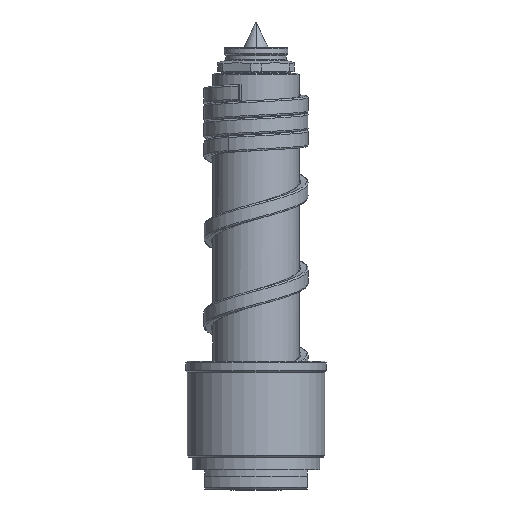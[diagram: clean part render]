
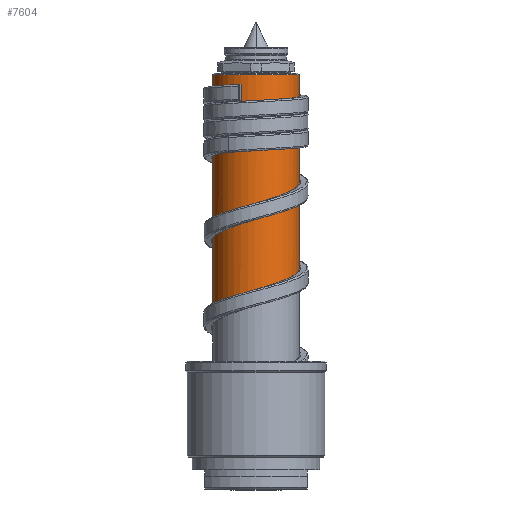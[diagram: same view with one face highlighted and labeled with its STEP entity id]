
A CAD part, front view. The second image highlights one B-rep face of the part: STEP entity #7604.
In plain terms, the highlighted cylindrical face has radius 13.5 mm (diameter 27 mm), a partial arc.
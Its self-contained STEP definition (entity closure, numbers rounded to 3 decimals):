
#404=CARTESIAN_POINT('',(-13.5,0.,55.139));
#405=CARTESIAN_POINT('',(-13.5,-0.884,
55.421));
#406=CARTESIAN_POINT('',(-13.326,-2.651,55.983));
#407=CARTESIAN_POINT('',(-12.553,-5.2,56.827));
#408=CARTESIAN_POINT('',(-11.297,-7.549,57.671));
#409=CARTESIAN_POINT('',(-9.607,-9.607,58.514));
#410=CARTESIAN_POINT('',(-7.549,-11.297,59.358));
#411=CARTESIAN_POINT('',(-5.2,-12.553,60.202));
#412=CARTESIAN_POINT('',(-2.651,-13.326,61.046));
#413=CARTESIAN_POINT('',(0.,-13.587,
61.889));
#414=CARTESIAN_POINT('',(2.651,-13.326,62.733));
#415=CARTESIAN_POINT('',(5.2,-12.553,63.577));
#416=CARTESIAN_POINT('',(7.549,-11.297,64.421));
#417=CARTESIAN_POINT('',(9.607,-9.607,65.264));
#418=CARTESIAN_POINT('',(11.297,-7.549,66.108));
#419=CARTESIAN_POINT('',(12.553,-5.2,66.952));
#420=CARTESIAN_POINT('',(13.326,-2.651,67.796));
#421=CARTESIAN_POINT('',(13.5,-0.884,68.358));
#422=CARTESIAN_POINT('',(13.5,0.,68.639));
#424=DIRECTION('',(0.,0.,-1.));
#425=VECTOR('',#424,74.361);
#426=CARTESIAN_POINT('',(-13.5,0.,
129.5));
#427=LINE('',#426,#425);
#428=DIRECTION('',(0.,0.,-1.));
#429=VECTOR('',#428,60.861);
#430=CARTESIAN_POINT('',(13.5,0.,
129.5));
#431=LINE('',#430,#429);
#732=CARTESIAN_POINT('',(-13.5,0.,55.139));
#749=CARTESIAN_POINT('',(13.5,0.,68.639));
#6014=CARTESIAN_POINT('',(0.,0.,129.5));
#6015=DIRECTION('',(0.,0.,-1.));
#6016=DIRECTION('',(1.,0.,0.));
#6017=AXIS2_PLACEMENT_3D('',#6014,#6015,#6016);
#6523=CARTESIAN_POINT('',(13.5,0.,129.5));
#6524=CARTESIAN_POINT('',(-13.5,0.,129.5));
#6525=VERTEX_POINT('',#6523);
#6526=VERTEX_POINT('',#6524);
#7120=VERTEX_POINT('',#732);
#7121=VERTEX_POINT('',#749);
#7589=CARTESIAN_POINT('',(0.,0.,-6.5));
#7590=DIRECTION('',(0.,0.,1.));
#7591=DIRECTION('',(-1.,0.,0.));
#7592=AXIS2_PLACEMENT_3D('',#7589,#7590,#7591);
#7593=CYLINDRICAL_SURFACE('',#7592,13.5);
#7595=ORIENTED_EDGE('',*,*,#7594,.F.);
#7597=ORIENTED_EDGE('',*,*,#7596,.F.);
#7599=ORIENTED_EDGE('',*,*,#7598,.F.);
#7601=ORIENTED_EDGE('',*,*,#7600,.T.);
#7602=EDGE_LOOP('',(#7595,#7597,#7599,#7601));
#7603=FACE_OUTER_BOUND('',#7602,.F.);
#423=B_SPLINE_CURVE_WITH_KNOTS('',3,(#404,#405,#406,#407,#408,#409,#410,#411,
#412,#413,#414,#415,#416,#417,#418,#419,#420,#421,#422),.UNSPECIFIED.,.F.,.F.,
(4,1,1,1,1,1,1,1,1,1,1,1,1,1,1,1,4),(0.,0.063,0.125,0.188,0.25,
0.313,0.375,0.438,0.5,0.563,0.625,0.688,0.75,0.813,
0.875,0.938,1.),.UNSPECIFIED.);
#6018=CIRCLE('',#6017,13.5);
#7594=EDGE_CURVE('',#7120,#7121,#423,.T.);
#7596=EDGE_CURVE('',#6526,#7120,#427,.T.);
#7598=EDGE_CURVE('',#6525,#6526,#6018,.T.);
#7600=EDGE_CURVE('',#6525,#7121,#431,.T.);
#7604=ADVANCED_FACE('',(#7603),#7593,.T.);
